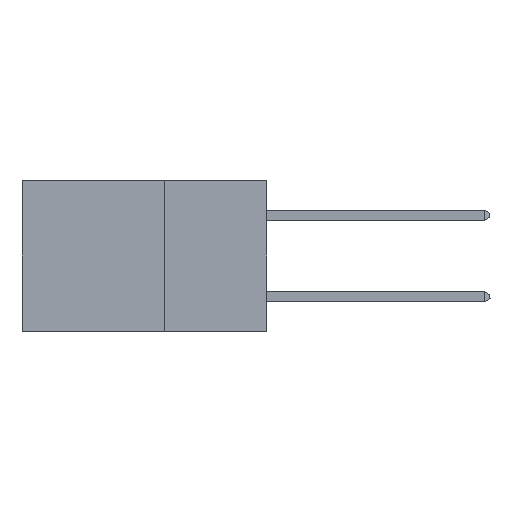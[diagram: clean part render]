
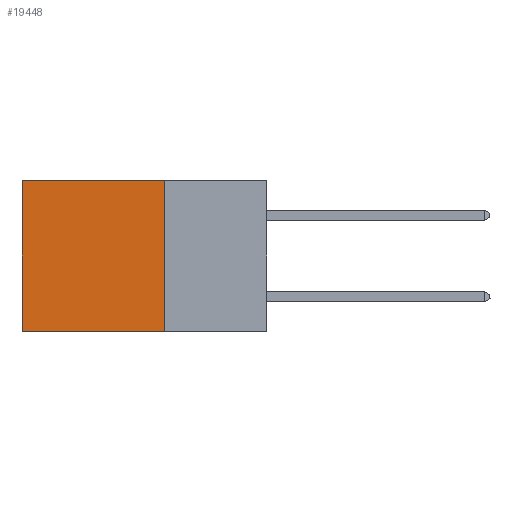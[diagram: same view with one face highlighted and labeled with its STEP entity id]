
A CAD part, left-side view. The second image highlights one B-rep face of the part: STEP entity #19448.
In plain terms, the highlighted planar face has unit normal (-1, 0, 0).
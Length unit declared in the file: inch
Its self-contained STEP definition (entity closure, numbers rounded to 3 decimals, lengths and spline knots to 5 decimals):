
#1066 = VECTOR ( 'NONE', #10668, 39.37008 ) ;
#1746 = CARTESIAN_POINT ( 'NONE',  ( 0.2875, 0.25, -0.37 ) ) ;
#1797 = EDGE_CURVE ( 'NONE', #22413, #2318, #2234, .T. ) ;
#2234 = LINE ( 'NONE', #13643, #26304 ) ;
#2318 = VERTEX_POINT ( 'NONE', #2899 ) ;
#2899 = CARTESIAN_POINT ( 'NONE',  ( 0.2875, 0.25, -0.37 ) ) ;
#3276 = CARTESIAN_POINT ( 'NONE',  ( 0.2875, 0.25, 0. ) ) ;
#3641 = LINE ( 'NONE', #1746, #1066 ) ;
#3882 = EDGE_CURVE ( 'NONE', #2318, #9492, #3641, .T. ) ;
#3927 = DIRECTION ( 'NONE',  ( 1., 0., 0. ) ) ;
#4357 = DIRECTION ( 'NONE',  ( 0., 0., -1. ) ) ;
#4930 = VECTOR ( 'NONE', #23620, 39.37008 ) ;
#7703 = EDGE_CURVE ( 'NONE', #24939, #9492, #11051, .T. ) ;
#7811 = ORIENTED_EDGE ( 'NONE', *, *, #1797, .F. ) ;
#9000 = ORIENTED_EDGE ( 'NONE', *, *, #7703, .T. ) ;
#9492 = VERTEX_POINT ( 'NONE', #22381 ) ;
#10059 = LINE ( 'NONE', #25668, #4930 ) ;
#10668 = DIRECTION ( 'NONE',  ( 0., 1., 0. ) ) ;
#11051 = LINE ( 'NONE', #23897, #20393 ) ;
#12662 = ORIENTED_EDGE ( 'NONE', *, *, #26160, .T. ) ;
#12861 = FACE_OUTER_BOUND ( 'NONE', #19729, .T. ) ;
#13311 = CARTESIAN_POINT ( 'NONE',  ( 0.2875, 0.6, 0. ) ) ;
#13643 = CARTESIAN_POINT ( 'NONE',  ( 0.2875, 0.25, 0. ) ) ;
#14209 = AXIS2_PLACEMENT_3D ( 'NONE', #23943, #3927, #4357 ) ;
#15560 = DIRECTION ( 'NONE',  ( 0., 0., -1. ) ) ;
#19448 = ADVANCED_FACE ( 'NONE', ( #12861 ), #28491, .F. ) ;
#19729 = EDGE_LOOP ( 'NONE', ( #9000, #27167, #7811, #12662 ) ) ;
#20393 = VECTOR ( 'NONE', #15560, 39.37008 ) ;
#22381 = CARTESIAN_POINT ( 'NONE',  ( 0.2875, 0.6, -0.37 ) ) ;
#22413 = VERTEX_POINT ( 'NONE', #3276 ) ;
#23620 = DIRECTION ( 'NONE',  ( 0., 1., 0. ) ) ;
#23897 = CARTESIAN_POINT ( 'NONE',  ( 0.2875, 0.6, 0. ) ) ;
#23943 = CARTESIAN_POINT ( 'NONE',  ( 0.2875, 0.25, 0. ) ) ;
#24429 = DIRECTION ( 'NONE',  ( 0., 0., -1. ) ) ;
#24939 = VERTEX_POINT ( 'NONE', #13311 ) ;
#25668 = CARTESIAN_POINT ( 'NONE',  ( 0.2875, 0.25, 0. ) ) ;
#26160 = EDGE_CURVE ( 'NONE', #22413, #24939, #10059, .T. ) ;
#26304 = VECTOR ( 'NONE', #24429, 39.37008 ) ;
#27167 = ORIENTED_EDGE ( 'NONE', *, *, #3882, .F. ) ;
#28491 = PLANE ( 'NONE',  #14209 ) ;
